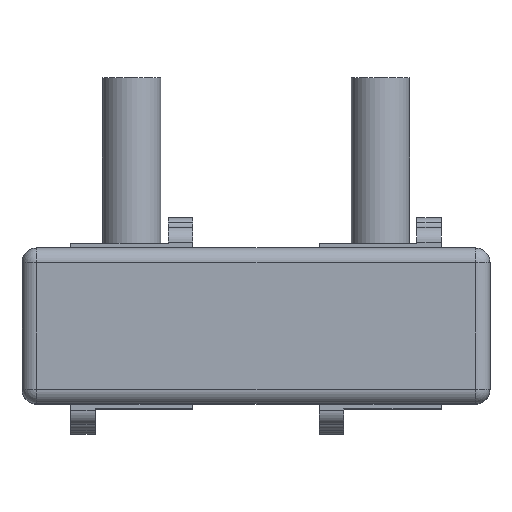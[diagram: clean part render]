
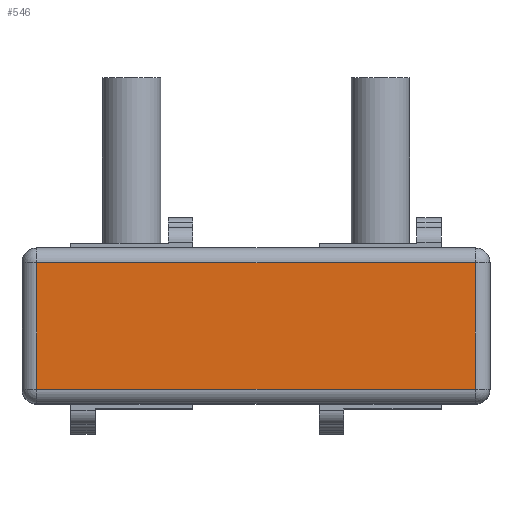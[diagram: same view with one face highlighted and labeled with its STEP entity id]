
A CAD part, top view. The second image highlights one B-rep face of the part: STEP entity #546.
In plain terms, the highlighted planar face has unit normal (0, 0, 1).
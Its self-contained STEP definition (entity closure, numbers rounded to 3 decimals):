
#362=PLANE('',#6306);
#546=ADVANCED_FACE('',(#915),#362,.F.);
#915=FACE_OUTER_BOUND('',#1255,.T.);
#1255=EDGE_LOOP('',(#1919,#1920,#1921,#1922));
#1919=ORIENTED_EDGE('',*,*,#4240,.T.);
#1920=ORIENTED_EDGE('',*,*,#4241,.T.);
#1921=ORIENTED_EDGE('',*,*,#4242,.T.);
#1922=ORIENTED_EDGE('',*,*,#4243,.T.);
#3693=VERTEX_POINT('',#8718);
#3694=VERTEX_POINT('',#8719);
#3695=VERTEX_POINT('',#8721);
#3696=VERTEX_POINT('',#8723);
#4240=EDGE_CURVE('',#3693,#3694,#5115,.T.);
#4241=EDGE_CURVE('',#3694,#3695,#5116,.T.);
#4242=EDGE_CURVE('',#3695,#3696,#5117,.T.);
#4243=EDGE_CURVE('',#3696,#3693,#5118,.T.);
#5115=LINE('',#8717,#5709);
#5116=LINE('',#8720,#5710);
#5117=LINE('',#8722,#5711);
#5118=LINE('',#8724,#5712);
#5709=VECTOR('',#6916,1.);
#5710=VECTOR('',#6917,1.);
#5711=VECTOR('',#6918,1.);
#5712=VECTOR('',#6919,1.);
#6306=AXIS2_PLACEMENT_3D('',#8725,#6920,#6921);
#6916=DIRECTION('',(1.,0.,0.));
#6917=DIRECTION('',(0.,1.,0.));
#6918=DIRECTION('',(-1.,0.,0.));
#6919=DIRECTION('',(0.,-1.,0.));
#6920=DIRECTION('',(0.,0.,-1.));
#6921=DIRECTION('',(-1.,0.,0.));
#8717=CARTESIAN_POINT('',(66.25,0.2,32.5));
#8718=CARTESIAN_POINT('',(16.15,0.2,32.5));
#8719=CARTESIAN_POINT('',(25.15,0.2,32.5));
#8720=CARTESIAN_POINT('',(25.15,-5.,32.5));
#8721=CARTESIAN_POINT('',(25.15,2.8,32.5));
#8722=CARTESIAN_POINT('',(15.85,2.8,32.5));
#8723=CARTESIAN_POINT('',(16.15,2.8,32.5));
#8724=CARTESIAN_POINT('',(16.15,8.,32.5));
#8725=CARTESIAN_POINT('',(11.05,8.,32.5));
